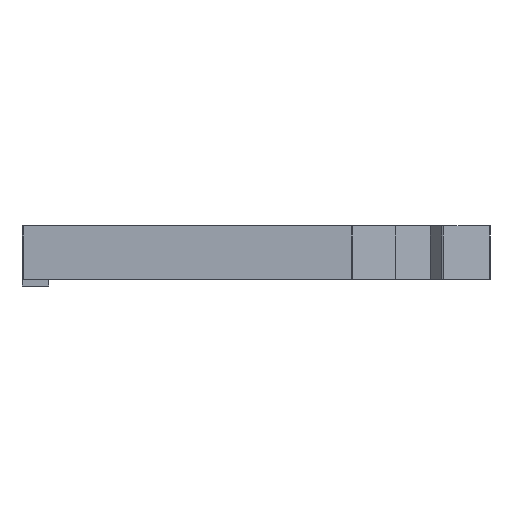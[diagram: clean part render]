
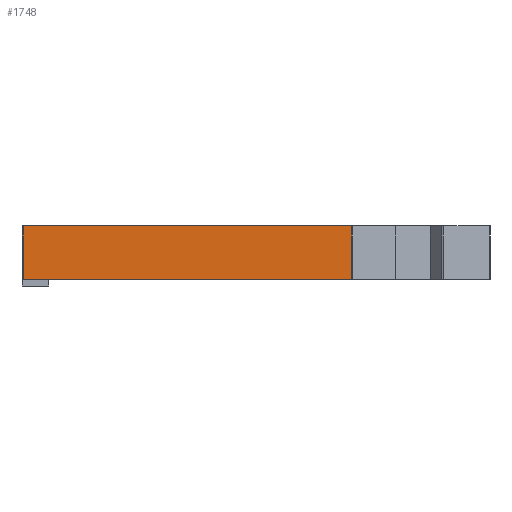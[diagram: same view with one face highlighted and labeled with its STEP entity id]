
A CAD part, left-side view. The second image highlights one B-rep face of the part: STEP entity #1748.
In plain terms, the highlighted planar face has unit normal (-1, 0, 0).
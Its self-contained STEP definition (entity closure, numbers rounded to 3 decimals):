
#150=FACE_OUTER_BOUND('',#240,.T.);
#240=EDGE_LOOP('',(#1578,#1579,#1580,#1581));
#287=LINE('',#2434,#505);
#364=LINE('',#2632,#582);
#403=LINE('',#2715,#621);
#445=LINE('',#2802,#663);
#505=VECTOR('',#1943,10.);
#582=VECTOR('',#2090,10.);
#621=VECTOR('',#2169,10.);
#663=VECTOR('',#2275,10.);
#719=VERTEX_POINT('',#2430);
#721=VERTEX_POINT('',#2433);
#806=VERTEX_POINT('',#2629);
#807=VERTEX_POINT('',#2631);
#890=EDGE_CURVE('',#719,#721,#287,.T.);
#990=EDGE_CURVE('',#806,#807,#364,.T.);
#1032=EDGE_CURVE('',#807,#719,#403,.T.);
#1079=EDGE_CURVE('',#721,#806,#445,.T.);
#1578=ORIENTED_EDGE('',*,*,#1032,.F.);
#1579=ORIENTED_EDGE('',*,*,#990,.F.);
#1580=ORIENTED_EDGE('',*,*,#1079,.F.);
#1581=ORIENTED_EDGE('',*,*,#890,.F.);
#1662=PLANE('',#1880);
#1748=ADVANCED_FACE('',(#150),#1662,.T.);
#1880=AXIS2_PLACEMENT_3D('',#2838,#2332,#2333);
#1943=DIRECTION('',(0.,-1.,0.));
#2090=DIRECTION('',(0.,1.,0.));
#2169=DIRECTION('',(0.,0.,1.));
#2275=DIRECTION('',(0.,0.,-1.));
#2332=DIRECTION('center_axis',(-1.,0.,0.));
#2333=DIRECTION('ref_axis',(0.,-1.,0.));
#2430=CARTESIAN_POINT('',(-35.,34.9,4.));
#2433=CARTESIAN_POINT('',(-35.,10.348,4.));
#2434=CARTESIAN_POINT('',(-35.,0.,4.));
#2629=CARTESIAN_POINT('',(-35.,10.348,0.));
#2631=CARTESIAN_POINT('',(-35.,34.9,0.));
#2632=CARTESIAN_POINT('',(-35.,0.,0.));
#2715=CARTESIAN_POINT('',(-35.,34.9,0.));
#2802=CARTESIAN_POINT('',(-35.,10.348,0.));
#2838=CARTESIAN_POINT('Origin',(-35.,35.,0.));
